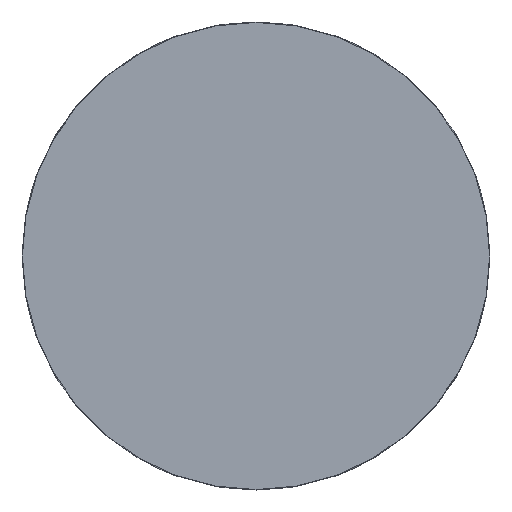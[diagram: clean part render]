
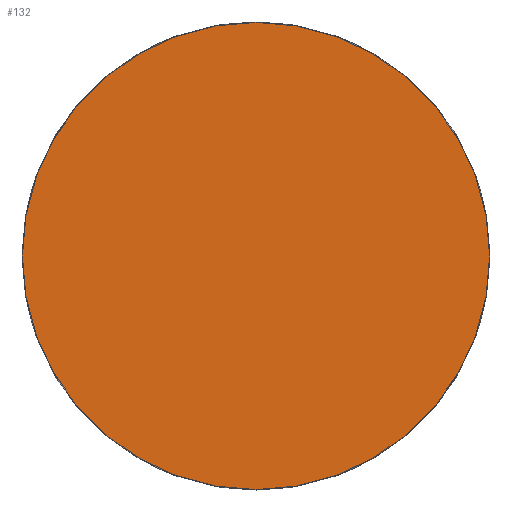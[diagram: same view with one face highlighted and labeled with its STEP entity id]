
A CAD part, left-side view. The second image highlights one B-rep face of the part: STEP entity #132.
In plain terms, the highlighted planar face has unit normal (-1, 0, 0).
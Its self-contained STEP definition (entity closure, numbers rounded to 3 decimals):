
#3 = CIRCLE ( 'NONE', #151, 1.498 ) ;
#4 = EDGE_CURVE ( 'NONE', #129, #103, #3, .T. ) ;
#29 = AXIS2_PLACEMENT_3D ( 'NONE', #77, #40, #50 ) ;
#31 = ORIENTED_EDGE ( 'NONE', *, *, #159, .F. ) ;
#37 = PLANE ( 'NONE',  #29 ) ;
#39 = EDGE_LOOP ( 'NONE', ( #144, #31 ) ) ;
#40 = DIRECTION ( 'NONE',  ( -1., 0., 0. ) ) ;
#46 = CARTESIAN_POINT ( 'NONE',  ( 516.421, 157.083, 0. ) ) ;
#50 = DIRECTION ( 'NONE',  ( 0., -1., 0. ) ) ;
#56 = AXIS2_PLACEMENT_3D ( 'NONE', #111, #125, #99 ) ;
#59 = CARTESIAN_POINT ( 'NONE',  ( 516.421, 155.585, 0. ) ) ;
#67 = DIRECTION ( 'NONE',  ( 1., 0., 0. ) ) ;
#77 = CARTESIAN_POINT ( 'NONE',  ( 516.421, 0., 0. ) ) ;
#98 = CIRCLE ( 'NONE', #56, 1.498 ) ;
#99 = DIRECTION ( 'NONE',  ( 0., 1., 0. ) ) ;
#103 = VERTEX_POINT ( 'NONE', #59 ) ;
#111 = CARTESIAN_POINT ( 'NONE',  ( 516.421, 157.083, 0. ) ) ;
#122 = CARTESIAN_POINT ( 'NONE',  ( 516.421, 158.58, 0. ) ) ;
#125 = DIRECTION ( 'NONE',  ( 1., 0., 0. ) ) ;
#129 = VERTEX_POINT ( 'NONE', #122 ) ;
#132 = ADVANCED_FACE ( 'NONE', ( #153 ), #37, .T. ) ;
#144 = ORIENTED_EDGE ( 'NONE', *, *, #4, .F. ) ;
#148 = DIRECTION ( 'NONE',  ( 0., 1., 0. ) ) ;
#151 = AXIS2_PLACEMENT_3D ( 'NONE', #46, #67, #148 ) ;
#153 = FACE_OUTER_BOUND ( 'NONE', #39, .T. ) ;
#159 = EDGE_CURVE ( 'NONE', #103, #129, #98, .T. ) ;
